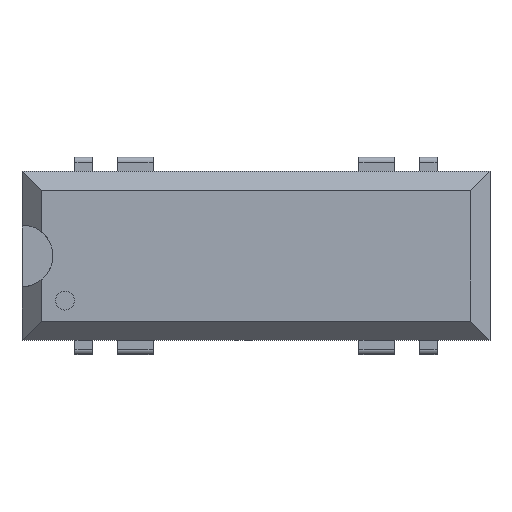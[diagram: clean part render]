
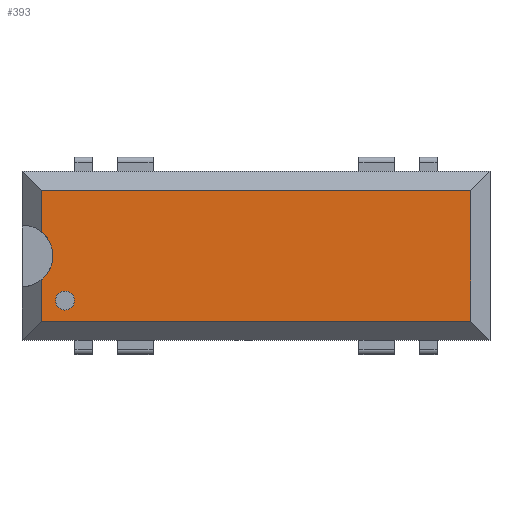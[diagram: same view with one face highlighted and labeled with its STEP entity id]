
A CAD part, top view. The second image highlights one B-rep face of the part: STEP entity #393.
In plain terms, the highlighted planar face has unit normal (0, 0, 1).
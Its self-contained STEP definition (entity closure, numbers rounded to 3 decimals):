
#156 = VERTEX_POINT('',#157);
#157 = CARTESIAN_POINT('',(-9.045,1.025,3.98));
#166 = VERTEX_POINT('',#167);
#167 = CARTESIAN_POINT('',(-9.045,2.755,3.98));
#173 = EDGE_CURVE('',#156,#166,#174,.T.);
#174 = LINE('',#175,#176);
#175 = CARTESIAN_POINT('',(-9.045,-3.555,3.98));
#176 = VECTOR('',#177,1.);
#177 = DIRECTION('',(0.,1.,0.));
#188 = VERTEX_POINT('',#189);
#189 = CARTESIAN_POINT('',(-9.045,-1.025,3.98));
#206 = EDGE_CURVE('',#188,#156,#207,.T.);
#207 = CIRCLE('',#208,1.3);
#208 = AXIS2_PLACEMENT_3D('',#209,#210,#211);
#209 = CARTESIAN_POINT('',(-9.845,0.,3.98));
#210 = DIRECTION('',(0.,-0.,1.));
#211 = DIRECTION('',(0.,1.,0.));
#232 = VERTEX_POINT('',#233);
#233 = CARTESIAN_POINT('',(-9.045,-2.755,3.98));
#241 = EDGE_CURVE('',#232,#188,#242,.T.);
#242 = LINE('',#243,#244);
#243 = CARTESIAN_POINT('',(-9.045,-3.555,3.98));
#244 = VECTOR('',#245,1.);
#245 = DIRECTION('',(0.,1.,0.));
#354 = VERTEX_POINT('',#355);
#355 = CARTESIAN_POINT('',(9.045,2.755,3.98));
#361 = EDGE_CURVE('',#166,#354,#362,.T.);
#362 = LINE('',#363,#364);
#363 = CARTESIAN_POINT('',(-9.845,2.755,3.98));
#364 = VECTOR('',#365,1.);
#365 = DIRECTION('',(1.,0.,0.));
#393 = ADVANCED_FACE('',(#394,#414),#425,.F.);
#394 = FACE_BOUND('',#395,.F.);
#395 = EDGE_LOOP('',(#396,#404,#405,#406,#407,#408));
#396 = ORIENTED_EDGE('',*,*,#397,.T.);
#397 = EDGE_CURVE('',#398,#232,#400,.T.);
#398 = VERTEX_POINT('',#399);
#399 = CARTESIAN_POINT('',(9.045,-2.755,3.98));
#400 = LINE('',#401,#402);
#401 = CARTESIAN_POINT('',(9.845,-2.755,3.98));
#402 = VECTOR('',#403,1.);
#403 = DIRECTION('',(-1.,0.,0.));
#404 = ORIENTED_EDGE('',*,*,#241,.T.);
#405 = ORIENTED_EDGE('',*,*,#206,.T.);
#406 = ORIENTED_EDGE('',*,*,#173,.T.);
#407 = ORIENTED_EDGE('',*,*,#361,.T.);
#408 = ORIENTED_EDGE('',*,*,#409,.T.);
#409 = EDGE_CURVE('',#354,#398,#410,.T.);
#410 = LINE('',#411,#412);
#411 = CARTESIAN_POINT('',(9.045,3.555,3.98));
#412 = VECTOR('',#413,1.);
#413 = DIRECTION('',(0.,-1.,0.));
#414 = FACE_BOUND('',#415,.F.);
#415 = EDGE_LOOP('',(#416));
#416 = ORIENTED_EDGE('',*,*,#417,.T.);
#417 = EDGE_CURVE('',#418,#418,#420,.T.);
#418 = VERTEX_POINT('',#419);
#419 = CARTESIAN_POINT('',(-8.037,-1.482,3.98));
#420 = CIRCLE('',#421,0.4);
#421 = AXIS2_PLACEMENT_3D('',#422,#423,#424);
#422 = CARTESIAN_POINT('',(-8.037,-1.882,3.98));
#423 = DIRECTION('',(0.,-0.,1.));
#424 = DIRECTION('',(0.,1.,0.));
#425 = PLANE('',#426);
#426 = AXIS2_PLACEMENT_3D('',#427,#428,#429);
#427 = CARTESIAN_POINT('',(0.,0.,3.98));
#428 = DIRECTION('',(0.,-0.,-1.));
#429 = DIRECTION('',(0.,-1.,0.));
